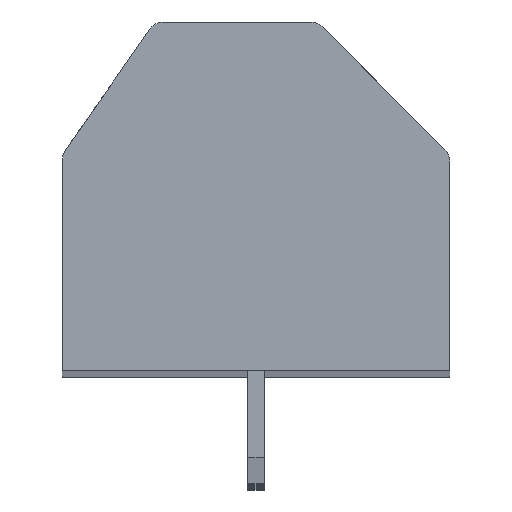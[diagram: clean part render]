
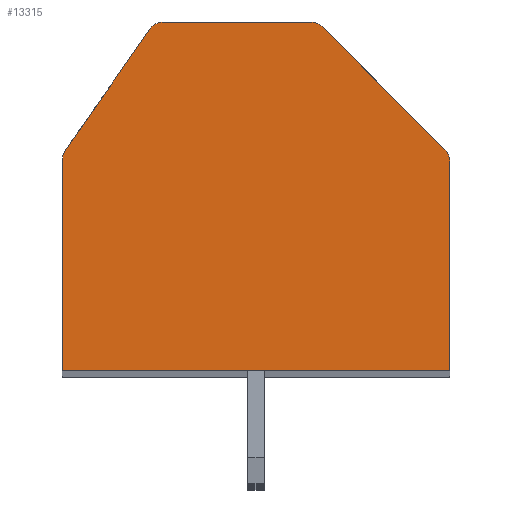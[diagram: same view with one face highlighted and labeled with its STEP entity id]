
A CAD part, top view. The second image highlights one B-rep face of the part: STEP entity #13315.
In plain terms, the highlighted planar face has unit normal (0, 0, 1).
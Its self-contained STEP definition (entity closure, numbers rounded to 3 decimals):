
#4237=CARTESIAN_POINT('',(1.693,4.9,3.));
#4238=DIRECTION('',(0.,0.,1.));
#4239=DIRECTION('',(0.707,0.707,0.));
#4240=AXIS2_PLACEMENT_3D('',#4237,#4238,#4239);
#4242=DIRECTION('',(-0.707,0.707,0.));
#4243=VECTOR('',#4242,5.384);
#4244=CARTESIAN_POINT('',(5.854,1.446,3.));
#4245=LINE('',#4244,#4243);
#4246=CARTESIAN_POINT('',(5.5,1.093,3.));
#4247=DIRECTION('',(0.,0.,1.));
#4248=DIRECTION('',(1.,0.,0.));
#4249=AXIS2_PLACEMENT_3D('',#4246,#4247,#4248);
#4251=DIRECTION('',(0.,1.,0.));
#4252=VECTOR('',#4251,6.493);
#4253=CARTESIAN_POINT('',(6.,-5.4,3.));
#4254=LINE('',#4253,#4252);
#4255=DIRECTION('',(1.,0.,0.));
#4256=VECTOR('',#4255,12.);
#4257=CARTESIAN_POINT('',(-6.,-5.4,3.));
#4258=LINE('',#4257,#4256);
#4259=DIRECTION('',(0.,-1.,0.));
#4260=VECTOR('',#4259,6.542);
#4261=CARTESIAN_POINT('',(-6.,1.142,3.));
#4262=LINE('',#4261,#4260);
#4263=CARTESIAN_POINT('',(-5.5,1.142,3.));
#4264=DIRECTION('',(0.,0.,1.));
#4265=DIRECTION('',(-0.819,0.574,0.));
#4266=AXIS2_PLACEMENT_3D('',#4263,#4264,#4265);
#4268=DIRECTION('',(-0.574,-0.819,0.));
#4269=VECTOR('',#4268,4.587);
#4270=CARTESIAN_POINT('',(-3.278,5.187,3.));
#4271=LINE('',#4270,#4269);
#4272=CARTESIAN_POINT('',(-2.869,4.9,3.));
#4273=DIRECTION('',(0.,0.,1.));
#4274=DIRECTION('',(0.,1.,0.));
#4275=AXIS2_PLACEMENT_3D('',#4272,#4273,#4274);
#4277=DIRECTION('',(-1.,0.,0.));
#4278=VECTOR('',#4277,4.562);
#4279=CARTESIAN_POINT('',(1.693,5.4,3.));
#4280=LINE('',#4279,#4278);
#5573=CARTESIAN_POINT('',(-6.,-5.4,3.));
#5574=CARTESIAN_POINT('',(6.,-5.4,3.));
#5575=VERTEX_POINT('',#5573);
#5576=VERTEX_POINT('',#5574);
#5733=CARTESIAN_POINT('',(2.046,5.254,3.));
#5734=VERTEX_POINT('',#5733);
#5735=CARTESIAN_POINT('',(1.693,5.4,3.));
#5736=VERTEX_POINT('',#5735);
#5741=CARTESIAN_POINT('',(6.,1.093,3.));
#5742=VERTEX_POINT('',#5741);
#5743=CARTESIAN_POINT('',(5.854,1.446,3.));
#5744=VERTEX_POINT('',#5743);
#5749=CARTESIAN_POINT('',(-2.869,5.4,3.));
#5750=VERTEX_POINT('',#5749);
#5751=CARTESIAN_POINT('',(-3.278,5.187,3.));
#5752=VERTEX_POINT('',#5751);
#5757=CARTESIAN_POINT('',(-5.91,1.429,3.));
#5758=VERTEX_POINT('',#5757);
#5759=CARTESIAN_POINT('',(-6.,1.142,3.));
#5760=VERTEX_POINT('',#5759);
#13298=CARTESIAN_POINT('',(0.,0.,3.));
#13299=DIRECTION('',(0.,0.,1.));
#13300=DIRECTION('',(1.,0.,0.));
#13301=AXIS2_PLACEMENT_3D('',#13298,#13299,#13300);
#13302=PLANE('',#13301);
#13303=ORIENTED_EDGE('',*,*,#7393,.F.);
#13304=ORIENTED_EDGE('',*,*,#7409,.F.);
#13305=ORIENTED_EDGE('',*,*,#10389,.F.);
#13306=ORIENTED_EDGE('',*,*,#10404,.F.);
#13307=ORIENTED_EDGE('',*,*,#10417,.F.);
#13308=ORIENTED_EDGE('',*,*,#10660,.F.);
#13309=ORIENTED_EDGE('',*,*,#10675,.F.);
#13310=ORIENTED_EDGE('',*,*,#10688,.F.);
#13311=ORIENTED_EDGE('',*,*,#13279,.F.);
#13312=ORIENTED_EDGE('',*,*,#13291,.F.);
#13313=EDGE_LOOP('',(#13303,#13304,#13305,#13306,#13307,#13308,#13309,#13310,
#13311,#13312));
#13314=FACE_OUTER_BOUND('',#13313,.F.);
#4241=CIRCLE('',#4240,0.5);
#4250=CIRCLE('',#4249,0.5);
#4267=CIRCLE('',#4266,0.5);
#4276=CIRCLE('',#4275,0.5);
#7393=EDGE_CURVE('',#5734,#5736,#4241,.T.);
#7409=EDGE_CURVE('',#5744,#5734,#4245,.T.);
#10389=EDGE_CURVE('',#5742,#5744,#4250,.T.);
#10404=EDGE_CURVE('',#5576,#5742,#4254,.T.);
#10417=EDGE_CURVE('',#5575,#5576,#4258,.T.);
#10660=EDGE_CURVE('',#5760,#5575,#4262,.T.);
#10675=EDGE_CURVE('',#5758,#5760,#4267,.T.);
#10688=EDGE_CURVE('',#5752,#5758,#4271,.T.);
#13279=EDGE_CURVE('',#5750,#5752,#4276,.T.);
#13291=EDGE_CURVE('',#5736,#5750,#4280,.T.);
#13315=ADVANCED_FACE('',(#13314),#13302,.T.);
